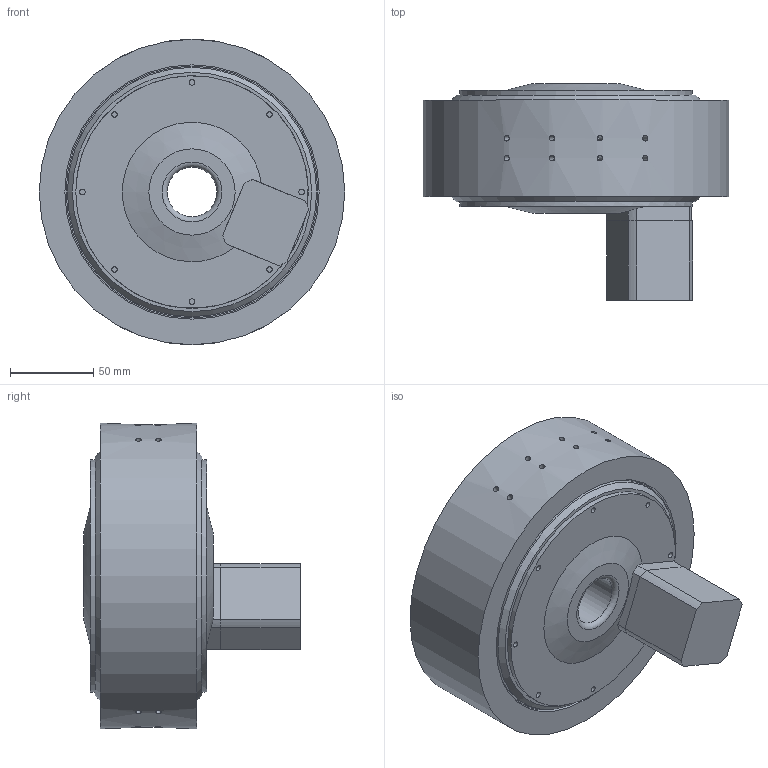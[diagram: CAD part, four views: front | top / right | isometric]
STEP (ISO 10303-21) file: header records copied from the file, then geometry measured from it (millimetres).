
FILE_DESCRIPTION(/* description */ (''),/* implementation_level */ '2;1');
FILE_NAME(/* name */ 'CallistoRough.step',/* time_stamp */ '2024-08-21T21:06:41+02:00',/* author */ (''),/* organization */ (''),/* preprocessor_version */ 'ST-DEVELOPER v20',/* originating_system */ 'Autodesk Translation Framework v13.14.0.145',/* authorisation */ '');
FILE_SCHEMA (('AUTOMOTIVE_DESIGN { 1 0 10303 214 3 1 1 }'));
Length unit declared in the file: millimetre
Products named in the file (4): Powerful; MainPower; OutputPower; StepperPower
Assembly tree (3 placements, depth 2):
  Powerful
    MainPower
    OutputPower
    StepperPower
Bounding box: 184 x 130.5 x 184 mm (x, y, z)
Volume: 1798818.6 mm3; surface area: 170772.4 mm2
Topology: 3 solids, 3 shells, 112 faces, 215 edges, 148 vertices
Faces by surface type: plane 56, cylinder 50, cone 4, torus 2
Full cylindrical faces by diameter (mm): 3.4 x32, 30 x1, 140 x2, 150.146 x2, 151.646 x2, 153.146 x2, 184 x1
Entity records: 3522 total; most frequent: CARTESIAN_POINT 1043, DIRECTION 517, ORIENTED_EDGE 430, AXIS2_PLACEMENT_3D 219, EDGE_CURVE 215, EDGE_LOOP 155, VERTEX_POINT 148, FACE_OUTER_BOUND 112
